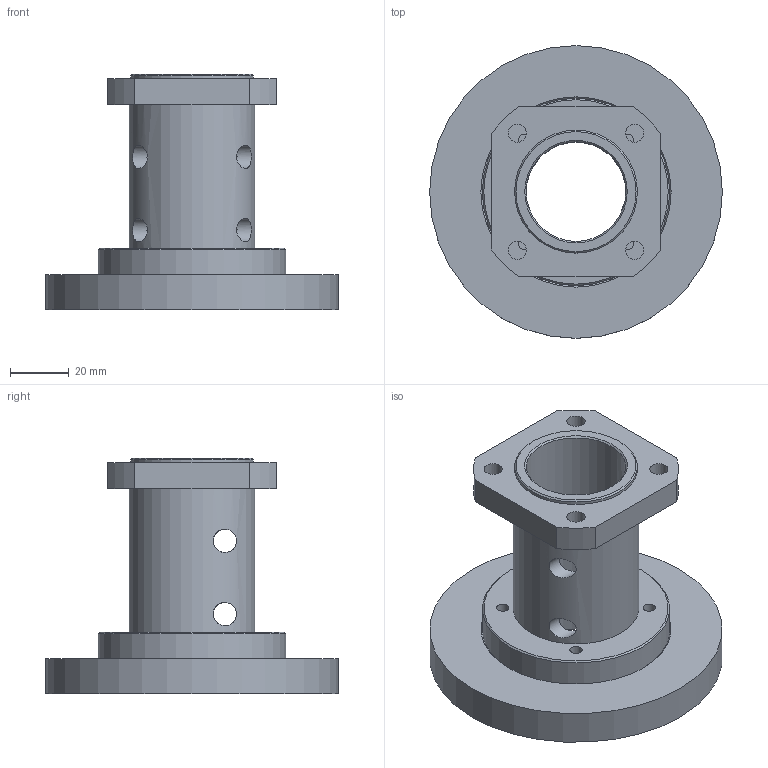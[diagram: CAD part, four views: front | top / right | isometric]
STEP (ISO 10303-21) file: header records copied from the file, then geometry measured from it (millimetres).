
FILE_DESCRIPTION(/* description */ (''),/* implementation_level */ '2;1');
FILE_NAME(/* name */ 'VK MTJ65 100 GESM14.stp',/* time_stamp */ '2015-08-19T12:00:30+01:00',/* author */ ('Hypex'),/* organization */ ('Hypex'),/* preprocessor_version */ 'ST-DEVELOPER v15.2',/* originating_system */ 'Autodesk Inventor 2014',/* authorisation */ '');
FILE_SCHEMA (('AUTOMOTIVE_DESIGN { 1 0 10303 214 3 1 1 }'));
Length unit declared in the file: millimetre
Products named in the file (1): VK MTJ65 100 GESM14
Bounding box: 100 x 100 x 80.5 mm (x, y, z)
Volume: 149298.2 mm3; surface area: 41752.2 mm2
Topology: 1 solids, 2 shells, 42 faces, 99 edges, 68 vertices
Faces by surface type: cylinder 22, plane 15, cone 5
Full cylindrical faces by diameter (mm): 4.134 x4, 6.2 x4, 8 x4, 34 x1, 42 x1, 43 x1, 64 x2, 100 x1
Entity records: 1390 total; most frequent: CARTESIAN_POINT 445, DIRECTION 184, ORIENTED_EDGE 130, EDGE_LOOP 92, AXIS2_PLACEMENT_3D 84, EDGE_CURVE 65, VERTEX_POINT 57, FACE_BOUND 56
